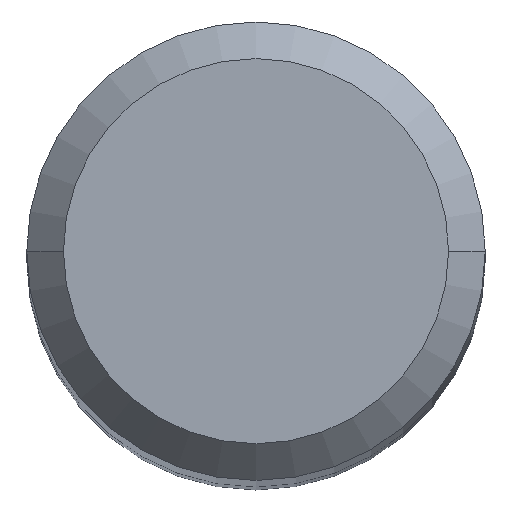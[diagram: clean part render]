
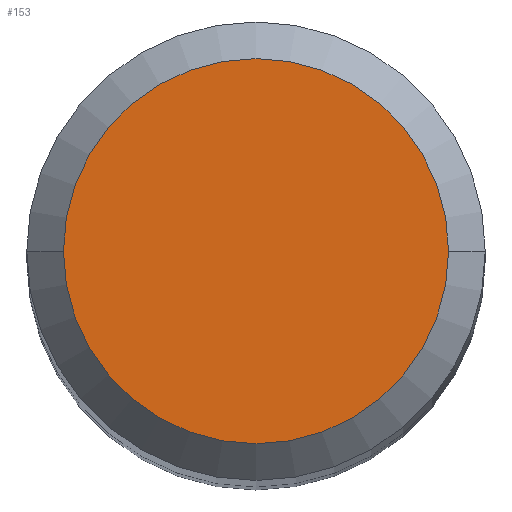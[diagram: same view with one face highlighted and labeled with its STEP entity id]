
A CAD part, top view. The second image highlights one B-rep face of the part: STEP entity #153.
In plain terms, the highlighted planar face has unit normal (0, 0, 1).
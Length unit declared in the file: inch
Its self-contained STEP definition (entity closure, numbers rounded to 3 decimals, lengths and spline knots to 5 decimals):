
#10 = ORIENTED_EDGE ( 'NONE', *, *, #450, .T. ) ;
#17 = AXIS2_PLACEMENT_3D ( 'NONE', #200, #264, #411 ) ;
#56 = CIRCLE ( 'NONE', #387, 0.105 ) ;
#90 = CARTESIAN_POINT ( 'NONE',  ( 0., 0., 0. ) ) ;
#109 = EDGE_LOOP ( 'NONE', ( #467, #10 ) ) ;
#113 = DIRECTION ( 'NONE',  ( -1., 0., 0. ) ) ;
#119 = VERTEX_POINT ( 'NONE', #477 ) ;
#153 = ADVANCED_FACE ( 'NONE', ( #417 ), #272, .F. ) ;
#160 = CARTESIAN_POINT ( 'NONE',  ( 0., 0.105, 0. ) ) ;
#200 = CARTESIAN_POINT ( 'NONE',  ( 0., 0., 0. ) ) ;
#238 = EDGE_CURVE ( 'NONE', #119, #426, #396, .T. ) ;
#251 = DIRECTION ( 'NONE',  ( 0., 0., 1. ) ) ;
#254 = AXIS2_PLACEMENT_3D ( 'NONE', #160, #377, #113 ) ;
#264 = DIRECTION ( 'NONE',  ( 0., 0., 1. ) ) ;
#272 = PLANE ( 'NONE',  #254 ) ;
#319 = CARTESIAN_POINT ( 'NONE',  ( 0.105, 0., 0. ) ) ;
#377 = DIRECTION ( 'NONE',  ( 0., 0., -1. ) ) ;
#387 = AXIS2_PLACEMENT_3D ( 'NONE', #90, #251, #393 ) ;
#393 = DIRECTION ( 'NONE',  ( 1., 0., 0. ) ) ;
#396 = CIRCLE ( 'NONE', #17, 0.105 ) ;
#411 = DIRECTION ( 'NONE',  ( 1., 0., 0. ) ) ;
#417 = FACE_OUTER_BOUND ( 'NONE', #109, .T. ) ;
#426 = VERTEX_POINT ( 'NONE', #319 ) ;
#450 = EDGE_CURVE ( 'NONE', #426, #119, #56, .T. ) ;
#467 = ORIENTED_EDGE ( 'NONE', *, *, #238, .T. ) ;
#477 = CARTESIAN_POINT ( 'NONE',  ( -0.105, 0., 0. ) ) ;
